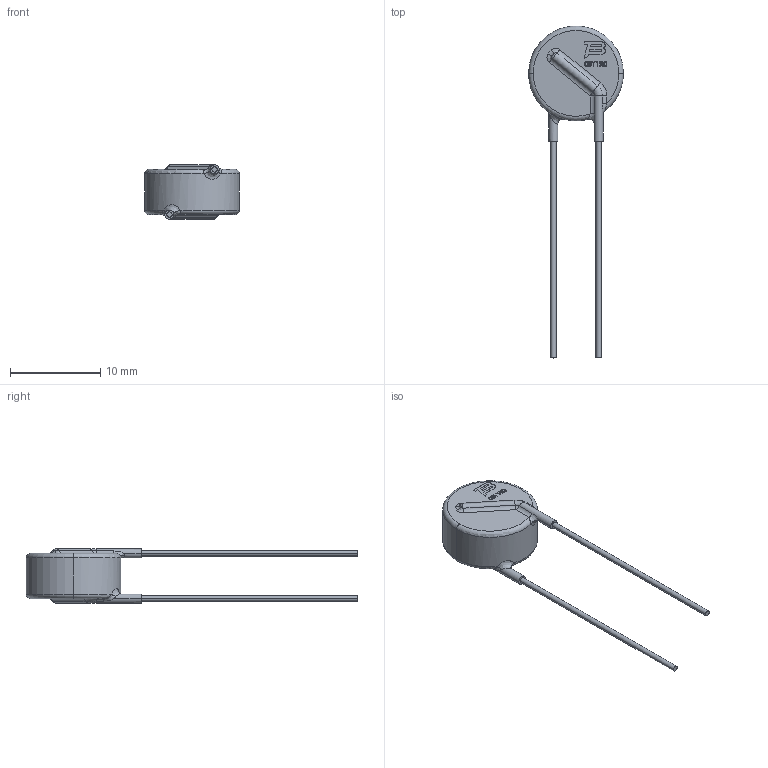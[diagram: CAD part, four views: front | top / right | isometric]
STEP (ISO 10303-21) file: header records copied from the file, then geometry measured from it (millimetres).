
FILE_DESCRIPTION (( 'STEP AP214' ), '1' );
FILE_NAME ('BN-LG08Y-S Type.STP', '2023-01-06T15:32:21', ( '' ), ( '' ), 'SwSTEP 2.0', 'SolidWorks 2021', '' );
FILE_SCHEMA (( 'AUTOMOTIVE_DESIGN' ));
Length unit declared in the file: millimetre
Products named in the file (1): BN-LG08Y-S Type
Bounding box: 10.5 x 36.75 x 6 mm (x, y, z)
Volume: 456.1 mm3; surface area: 441.3 mm2
Topology: 3 solids, 3 shells, 156 faces, 384 edges, 248 vertices
Faces by surface type: plane 62, bspline 60, cylinder 20, torus 14
Entity records: 8321 total; most frequent: CARTESIAN_POINT 4813, ORIENTED_EDGE 768, DIRECTION 520, EDGE_CURVE 384, VERTEX_POINT 248, LINE 194, VECTOR 194, EDGE_LOOP 170
